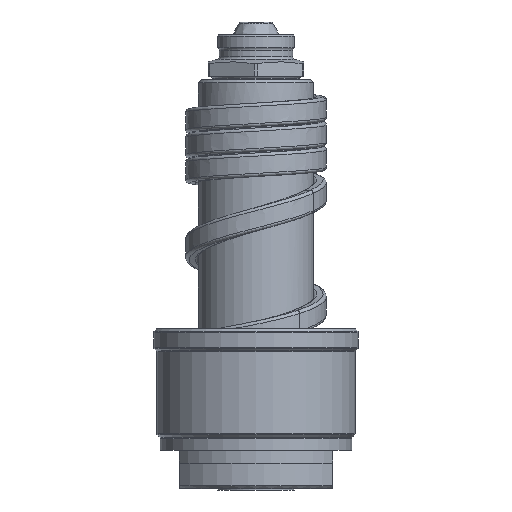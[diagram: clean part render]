
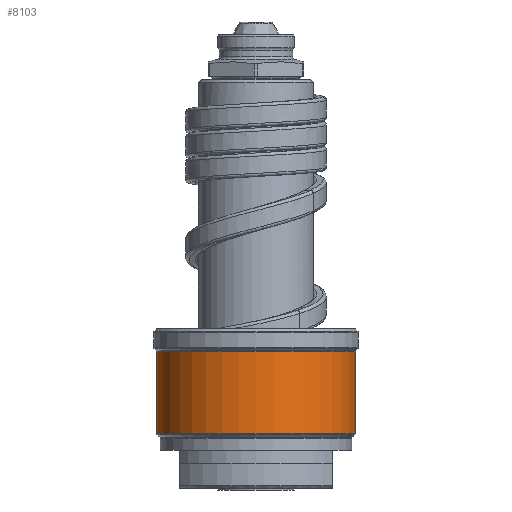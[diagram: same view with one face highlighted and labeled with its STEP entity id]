
A CAD part, front view. The second image highlights one B-rep face of the part: STEP entity #8103.
In plain terms, the highlighted cylindrical face has radius 15.5 mm (diameter 31 mm), a partial arc.
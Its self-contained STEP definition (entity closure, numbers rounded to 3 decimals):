
#1490=CARTESIAN_POINT('',(0.,0.,8.583));
#1491=DIRECTION('',(0.,0.,1.));
#1492=DIRECTION('',(-1.,0.,0.));
#1493=AXIS2_PLACEMENT_3D('',#1490,#1491,#1492);
#1495=DIRECTION('',(0.,0.,-1.));
#1496=VECTOR('',#1495,12.835);
#1497=CARTESIAN_POINT('',(-15.5,0.,21.417));
#1498=LINE('',#1497,#1496);
#1499=CARTESIAN_POINT('',(0.,0.,21.417));
#1500=DIRECTION('',(0.,0.,1.));
#1501=DIRECTION('',(-1.,0.,0.));
#1502=AXIS2_PLACEMENT_3D('',#1499,#1500,#1501);
#1504=DIRECTION('',(0.,0.,-1.));
#1505=VECTOR('',#1504,12.835);
#1506=CARTESIAN_POINT('',(15.5,0.,21.417));
#1507=LINE('',#1506,#1505);
#5725=CARTESIAN_POINT('',(15.5,0.,21.417));
#5726=CARTESIAN_POINT('',(-15.5,0.,21.417));
#5727=VERTEX_POINT('',#5725);
#5728=VERTEX_POINT('',#5726);
#5751=CARTESIAN_POINT('',(15.5,0.,8.583));
#5752=VERTEX_POINT('',#5751);
#5753=CARTESIAN_POINT('',(-15.5,0.,8.583));
#5754=VERTEX_POINT('',#5753);
#8091=CARTESIAN_POINT('',(0.,0.,7.15));
#8092=DIRECTION('',(0.,0.,1.));
#8093=DIRECTION('',(-1.,0.,0.));
#8094=AXIS2_PLACEMENT_3D('',#8091,#8092,#8093);
#8095=CYLINDRICAL_SURFACE('',#8094,15.5);
#8096=ORIENTED_EDGE('',*,*,#8063,.F.);
#8097=ORIENTED_EDGE('',*,*,#8081,.F.);
#8099=ORIENTED_EDGE('',*,*,#8098,.T.);
#8100=ORIENTED_EDGE('',*,*,#8077,.T.);
#8101=EDGE_LOOP('',(#8096,#8097,#8099,#8100));
#8102=FACE_OUTER_BOUND('',#8101,.F.);
#1494=CIRCLE('',#1493,15.5);
#1503=CIRCLE('',#1502,15.5);
#8063=EDGE_CURVE('',#5754,#5752,#1494,.T.);
#8077=EDGE_CURVE('',#5727,#5752,#1507,.T.);
#8081=EDGE_CURVE('',#5728,#5754,#1498,.T.);
#8098=EDGE_CURVE('',#5728,#5727,#1503,.T.);
#8103=ADVANCED_FACE('',(#8102),#8095,.T.);
